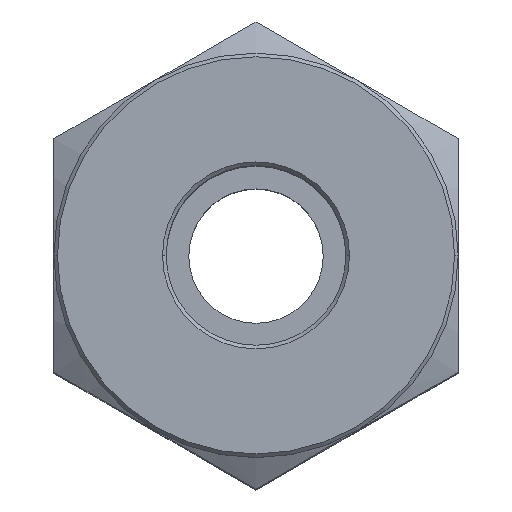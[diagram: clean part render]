
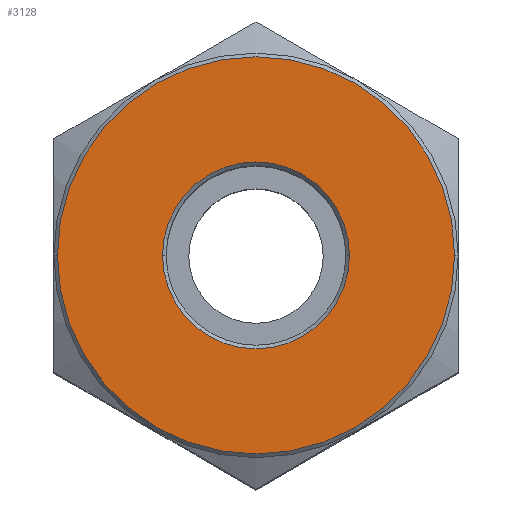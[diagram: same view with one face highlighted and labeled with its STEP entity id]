
A CAD part, top view. The second image highlights one B-rep face of the part: STEP entity #3128.
In plain terms, the highlighted planar face has unit normal (0, 0, 1).
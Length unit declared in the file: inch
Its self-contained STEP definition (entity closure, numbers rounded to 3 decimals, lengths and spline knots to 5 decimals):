
#5 = CARTESIAN_POINT ( 'NONE',  ( 0.13, 0., 0. ) ) ;
#324 = EDGE_CURVE ( 'NONE', #3102, #6854, #4280, .T. ) ;
#345 = CIRCLE ( 'NONE', #8027, 0.13 ) ;
#463 = ORIENTED_EDGE ( 'NONE', *, *, #324, .T. ) ;
#575 = CARTESIAN_POINT ( 'NONE',  ( 0., 0., 0. ) ) ;
#700 = CIRCLE ( 'NONE', #1048, 0.27625 ) ;
#774 = DIRECTION ( 'NONE',  ( 0., 0., 1. ) ) ;
#1048 = AXIS2_PLACEMENT_3D ( 'NONE', #10380, #5065, #8512 ) ;
#1224 = ORIENTED_EDGE ( 'NONE', *, *, #5358, .T. ) ;
#1624 = DIRECTION ( 'NONE',  ( 1., 0., 0. ) ) ;
#1808 = EDGE_CURVE ( 'NONE', #6878, #8575, #7785, .T. ) ;
#2165 = FACE_BOUND ( 'NONE', #10522, .T. ) ;
#2497 = PLANE ( 'NONE',  #2627 ) ;
#2627 = AXIS2_PLACEMENT_3D ( 'NONE', #5178, #774, #1624 ) ;
#2764 = AXIS2_PLACEMENT_3D ( 'NONE', #6284, #3592, #7069 ) ;
#3102 = VERTEX_POINT ( 'NONE', #8749 ) ;
#3128 = ADVANCED_FACE ( 'NONE', ( #2165, #3588 ), #2497, .T. ) ;
#3149 = DIRECTION ( 'NONE',  ( 1., 0., 0. ) ) ;
#3588 = FACE_OUTER_BOUND ( 'NONE', #10388, .T. ) ;
#3592 = DIRECTION ( 'NONE',  ( 0., 0., -1. ) ) ;
#3616 = AXIS2_PLACEMENT_3D ( 'NONE', #7322, #6417, #10891 ) ;
#3825 = EDGE_CURVE ( 'NONE', #8575, #6878, #345, .T. ) ;
#3918 = ORIENTED_EDGE ( 'NONE', *, *, #1808, .T. ) ;
#4280 = CIRCLE ( 'NONE', #3616, 0.27625 ) ;
#5065 = DIRECTION ( 'NONE',  ( 0., 0., 1. ) ) ;
#5178 = CARTESIAN_POINT ( 'NONE',  ( 0., 0.32476, 0. ) ) ;
#5358 = EDGE_CURVE ( 'NONE', #6854, #3102, #700, .T. ) ;
#5871 = CARTESIAN_POINT ( 'NONE',  ( -0.13, 0., 0. ) ) ;
#5957 = DIRECTION ( 'NONE',  ( 0., 0., -1. ) ) ;
#6284 = CARTESIAN_POINT ( 'NONE',  ( 0., 0., 0. ) ) ;
#6417 = DIRECTION ( 'NONE',  ( 0., 0., 1. ) ) ;
#6854 = VERTEX_POINT ( 'NONE', #10623 ) ;
#6878 = VERTEX_POINT ( 'NONE', #5 ) ;
#7069 = DIRECTION ( 'NONE',  ( 1., 0., 0. ) ) ;
#7322 = CARTESIAN_POINT ( 'NONE',  ( 0., 0., 0. ) ) ;
#7785 = CIRCLE ( 'NONE', #2764, 0.13 ) ;
#8027 = AXIS2_PLACEMENT_3D ( 'NONE', #575, #5957, #3149 ) ;
#8512 = DIRECTION ( 'NONE',  ( 1., 0., 0. ) ) ;
#8575 = VERTEX_POINT ( 'NONE', #5871 ) ;
#8749 = CARTESIAN_POINT ( 'NONE',  ( 0.27625, 0., 0. ) ) ;
#10380 = CARTESIAN_POINT ( 'NONE',  ( 0., 0., 0. ) ) ;
#10388 = EDGE_LOOP ( 'NONE', ( #1224, #463 ) ) ;
#10522 = EDGE_LOOP ( 'NONE', ( #3918, #11404 ) ) ;
#10623 = CARTESIAN_POINT ( 'NONE',  ( -0.27625, 0., 0. ) ) ;
#10891 = DIRECTION ( 'NONE',  ( 1., 0., 0. ) ) ;
#11404 = ORIENTED_EDGE ( 'NONE', *, *, #3825, .T. ) ;
